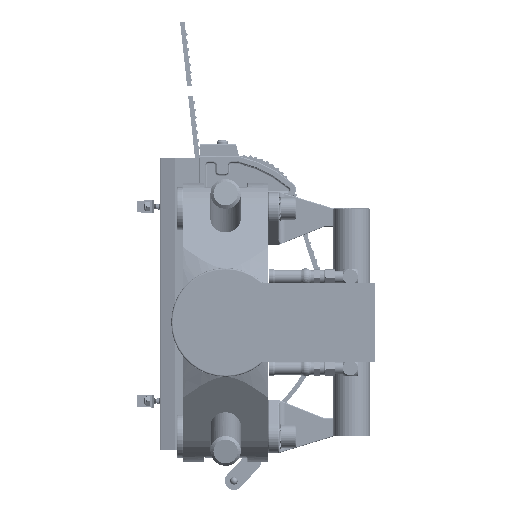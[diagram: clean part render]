
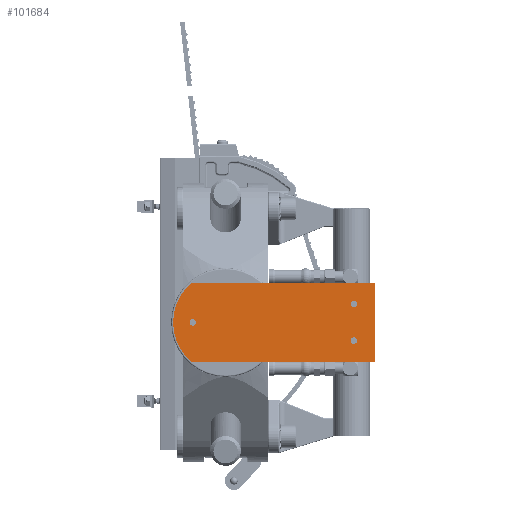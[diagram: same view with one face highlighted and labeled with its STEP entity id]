
A CAD part, front view. The second image highlights one B-rep face of the part: STEP entity #101684.
In plain terms, the highlighted planar face has unit normal (0, -1, 0).
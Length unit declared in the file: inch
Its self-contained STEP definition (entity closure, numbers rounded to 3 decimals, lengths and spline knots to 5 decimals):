
#888 = DIRECTION ( 'NONE',  ( 0., 1., 0. ) ) ;
#4235 = EDGE_LOOP ( 'NONE', ( #91556, #24643, #112218, #12717 ) ) ;
#8623 = ORIENTED_EDGE ( 'NONE', *, *, #69796, .T. ) ;
#9164 = AXIS2_PLACEMENT_3D ( 'NONE', #53017, #888, #61734 ) ;
#10833 = AXIS2_PLACEMENT_3D ( 'NONE', #49038, #109817, #57769 ) ;
#11499 = EDGE_CURVE ( 'NONE', #96839, #46083, #35012, .T. ) ;
#11905 = CARTESIAN_POINT ( 'NONE',  ( -3.375, 0., 0.133 ) ) ;
#12717 = ORIENTED_EDGE ( 'NONE', *, *, #48719, .F. ) ;
#13104 = DIRECTION ( 'NONE',  ( 0., 1., 0. ) ) ;
#15914 = CARTESIAN_POINT ( 'NONE',  ( -2.05198, 0., 0. ) ) ;
#19181 = CARTESIAN_POINT ( 'NONE',  ( 3.25, 0., -0.75 ) ) ;
#20054 = EDGE_CURVE ( 'NONE', #46083, #43883, #41251, .T. ) ;
#20879 = VERTEX_POINT ( 'NONE', #27520 ) ;
#22538 = CARTESIAN_POINT ( 'NONE',  ( -3.375, 0., 0. ) ) ;
#24208 = CIRCLE ( 'NONE', #28228, 0.133 ) ;
#24643 = ORIENTED_EDGE ( 'NONE', *, *, #11499, .F. ) ;
#24679 = DIRECTION ( 'NONE',  ( 0., 0., 1. ) ) ;
#25766 = AXIS2_PLACEMENT_3D ( 'NONE', #82576, #30519, #91274 ) ;
#25782 = ORIENTED_EDGE ( 'NONE', *, *, #100716, .T. ) ;
#27520 = CARTESIAN_POINT ( 'NONE',  ( -3.4375, 0., -1.625 ) ) ;
#27957 = DIRECTION ( 'NONE',  ( 0., 0., 1. ) ) ;
#28054 = VERTEX_POINT ( 'NONE', #108098 ) ;
#28228 = AXIS2_PLACEMENT_3D ( 'NONE', #19181, #79994, #27957 ) ;
#28453 = VERTEX_POINT ( 'NONE', #106097 ) ;
#30519 = DIRECTION ( 'NONE',  ( 0., 1., 0. ) ) ;
#31314 = DIRECTION ( 'NONE',  ( 0., 0., 1. ) ) ;
#34296 = CIRCLE ( 'NONE', #50496, 0.133 ) ;
#35012 = LINE ( 'NONE', #97633, #40444 ) ;
#36988 = FACE_BOUND ( 'NONE', #45819, .T. ) ;
#37001 = VERTEX_POINT ( 'NONE', #11905 ) ;
#38165 = AXIS2_PLACEMENT_3D ( 'NONE', #93066, #41025, #101829 ) ;
#38430 = ORIENTED_EDGE ( 'NONE', *, *, #49716, .T. ) ;
#38950 = EDGE_LOOP ( 'NONE', ( #73820, #103412 ) ) ;
#40444 = VECTOR ( 'NONE', #81327, 39.37008 ) ;
#41025 = DIRECTION ( 'NONE',  ( 0., 1., 0. ) ) ;
#41251 = LINE ( 'NONE', #77372, #105142 ) ;
#41271 = LINE ( 'NONE', #90938, #87538 ) ;
#43582 = VERTEX_POINT ( 'NONE', #108256 ) ;
#43883 = VERTEX_POINT ( 'NONE', #77823 ) ;
#45030 = VERTEX_POINT ( 'NONE', #48198 ) ;
#45819 = EDGE_LOOP ( 'NONE', ( #38430, #25782 ) ) ;
#46083 = VERTEX_POINT ( 'NONE', #96159 ) ;
#48198 = CARTESIAN_POINT ( 'NONE',  ( 3.25, 0., -0.617 ) ) ;
#48719 = EDGE_CURVE ( 'NONE', #43883, #20879, #41271, .T. ) ;
#49038 = CARTESIAN_POINT ( 'NONE',  ( -2.05198, 0., 0. ) ) ;
#49716 = EDGE_CURVE ( 'NONE', #37001, #84928, #34296, .T. ) ;
#50496 = AXIS2_PLACEMENT_3D ( 'NONE', #65115, #13104, #73877 ) ;
#53017 = CARTESIAN_POINT ( 'NONE',  ( 3.25, 0., -0.75 ) ) ;
#53315 = EDGE_CURVE ( 'NONE', #28453, #45030, #24208, .T. ) ;
#57344 = FACE_BOUND ( 'NONE', #68922, .T. ) ;
#57769 = DIRECTION ( 'NONE',  ( 0., 0., 1. ) ) ;
#61734 = DIRECTION ( 'NONE',  ( 0., 0., 1. ) ) ;
#65115 = CARTESIAN_POINT ( 'NONE',  ( -3.375, 0., 0. ) ) ;
#65704 = CARTESIAN_POINT ( 'NONE',  ( -3.375, 0., -0.133 ) ) ;
#67926 = PLANE ( 'NONE',  #109398 ) ;
#68554 = DIRECTION ( 'NONE',  ( 0., 0., -1. ) ) ;
#68922 = EDGE_LOOP ( 'NONE', ( #8623, #107638 ) ) ;
#69738 = CIRCLE ( 'NONE', #80974, 0.133 ) ;
#69796 = EDGE_CURVE ( 'NONE', #45030, #28453, #92143, .T. ) ;
#73820 = ORIENTED_EDGE ( 'NONE', *, *, #103150, .T. ) ;
#73877 = DIRECTION ( 'NONE',  ( 0., 0., 1. ) ) ;
#76689 = DIRECTION ( 'NONE',  ( 0., 1., 0. ) ) ;
#77372 = CARTESIAN_POINT ( 'NONE',  ( 4.125, 0., -1.625 ) ) ;
#77823 = CARTESIAN_POINT ( 'NONE',  ( 4.125, 0., -1.625 ) ) ;
#79994 = DIRECTION ( 'NONE',  ( 0., 1., 0. ) ) ;
#80974 = AXIS2_PLACEMENT_3D ( 'NONE', #22538, #83364, #31314 ) ;
#81115 = EDGE_CURVE ( 'NONE', #20879, #96839, #98052, .T. ) ;
#81327 = DIRECTION ( 'NONE',  ( 1., 0., 0. ) ) ;
#82576 = CARTESIAN_POINT ( 'NONE',  ( 3.25, 0., 0.75 ) ) ;
#82896 = CIRCLE ( 'NONE', #25766, 0.133 ) ;
#83364 = DIRECTION ( 'NONE',  ( 0., 1., 0. ) ) ;
#84928 = VERTEX_POINT ( 'NONE', #65704 ) ;
#87538 = VECTOR ( 'NONE', #99652, 39.37008 ) ;
#90938 = CARTESIAN_POINT ( 'NONE',  ( -3.4375, 0., -1.625 ) ) ;
#91274 = DIRECTION ( 'NONE',  ( 0., 0., 1. ) ) ;
#91556 = ORIENTED_EDGE ( 'NONE', *, *, #20054, .F. ) ;
#92143 = CIRCLE ( 'NONE', #9164, 0.133 ) ;
#92249 = EDGE_CURVE ( 'NONE', #28054, #43582, #82896, .T. ) ;
#93066 = CARTESIAN_POINT ( 'NONE',  ( 3.25, 0., 0.75 ) ) ;
#96159 = CARTESIAN_POINT ( 'NONE',  ( 4.125, 0., 1.625 ) ) ;
#96512 = CIRCLE ( 'NONE', #38165, 0.133 ) ;
#96839 = VERTEX_POINT ( 'NONE', #108339 ) ;
#97633 = CARTESIAN_POINT ( 'NONE',  ( -3.4375, 0., 1.625 ) ) ;
#98052 = CIRCLE ( 'NONE', #10833, 2.13548 ) ;
#99652 = DIRECTION ( 'NONE',  ( -1., 0., 0. ) ) ;
#100716 = EDGE_CURVE ( 'NONE', #84928, #37001, #69738, .T. ) ;
#100859 = FACE_OUTER_BOUND ( 'NONE', #4235, .T. ) ;
#101684 = ADVANCED_FACE ( 'NONE', ( #36988, #57344, #103583, #100859 ), #67926, .F. ) ;
#101829 = DIRECTION ( 'NONE',  ( 0., 0., 1. ) ) ;
#103150 = EDGE_CURVE ( 'NONE', #43582, #28054, #96512, .T. ) ;
#103412 = ORIENTED_EDGE ( 'NONE', *, *, #92249, .T. ) ;
#103583 = FACE_BOUND ( 'NONE', #38950, .T. ) ;
#105142 = VECTOR ( 'NONE', #68554, 39.37008 ) ;
#106097 = CARTESIAN_POINT ( 'NONE',  ( 3.25, 0., -0.883 ) ) ;
#107638 = ORIENTED_EDGE ( 'NONE', *, *, #53315, .T. ) ;
#108098 = CARTESIAN_POINT ( 'NONE',  ( 3.25, 0., 0.617 ) ) ;
#108256 = CARTESIAN_POINT ( 'NONE',  ( 3.25, 0., 0.883 ) ) ;
#108339 = CARTESIAN_POINT ( 'NONE',  ( -3.4375, 0., 1.625 ) ) ;
#109398 = AXIS2_PLACEMENT_3D ( 'NONE', #15914, #76689, #24679 ) ;
#109817 = DIRECTION ( 'NONE',  ( 0., 1., 0. ) ) ;
#112218 = ORIENTED_EDGE ( 'NONE', *, *, #81115, .F. ) ;
